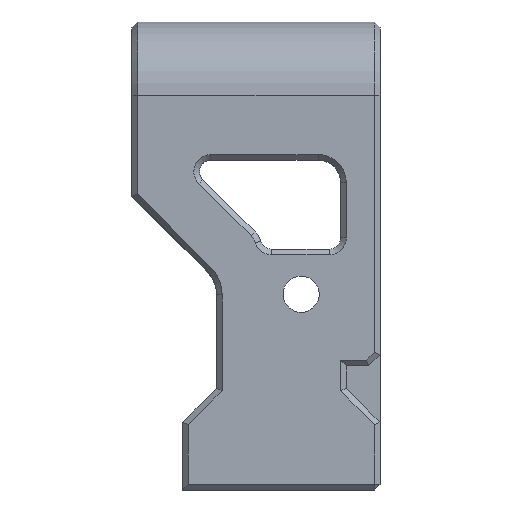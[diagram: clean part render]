
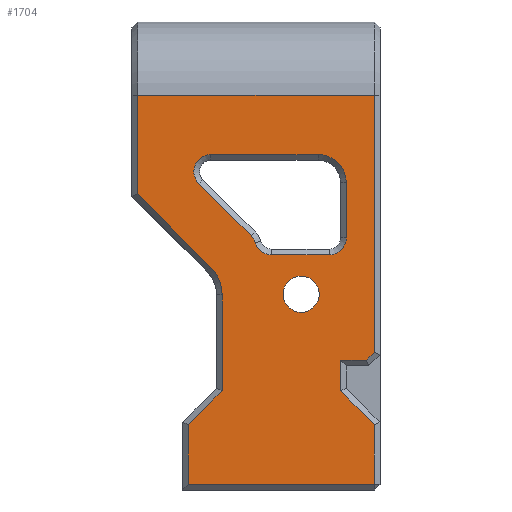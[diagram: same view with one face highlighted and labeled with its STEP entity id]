
A CAD part, front view. The second image highlights one B-rep face of the part: STEP entity #1704.
In plain terms, the highlighted planar face has unit normal (0, -1, 0).
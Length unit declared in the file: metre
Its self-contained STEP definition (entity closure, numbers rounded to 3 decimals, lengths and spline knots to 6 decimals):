
#109=CIRCLE('',#1843,0.0035);
#110=CIRCLE('',#1844,0.0015);
#111=CIRCLE('',#1845,0.0025);
#112=CIRCLE('',#1846,0.0015);
#113=CIRCLE('',#1847,0.0015);
#114=CIRCLE('',#1848,0.0015);
#115=CIRCLE('',#1849,0.0016);
#219=ORIENTED_EDGE('',*,*,#733,.T.);
#220=ORIENTED_EDGE('',*,*,#734,.T.);
#221=ORIENTED_EDGE('',*,*,#735,.T.);
#222=ORIENTED_EDGE('',*,*,#736,.T.);
#223=ORIENTED_EDGE('',*,*,#737,.T.);
#224=ORIENTED_EDGE('',*,*,#738,.T.);
#225=ORIENTED_EDGE('',*,*,#739,.T.);
#226=ORIENTED_EDGE('',*,*,#740,.T.);
#227=ORIENTED_EDGE('',*,*,#741,.T.);
#228=ORIENTED_EDGE('',*,*,#742,.T.);
#229=ORIENTED_EDGE('',*,*,#743,.T.);
#230=ORIENTED_EDGE('',*,*,#744,.T.);
#231=ORIENTED_EDGE('',*,*,#745,.T.);
#232=ORIENTED_EDGE('',*,*,#746,.T.);
#233=ORIENTED_EDGE('',*,*,#747,.T.);
#234=ORIENTED_EDGE('',*,*,#748,.T.);
#235=ORIENTED_EDGE('',*,*,#749,.T.);
#236=ORIENTED_EDGE('',*,*,#750,.T.);
#237=ORIENTED_EDGE('',*,*,#751,.T.);
#238=ORIENTED_EDGE('',*,*,#752,.T.);
#239=ORIENTED_EDGE('',*,*,#753,.T.);
#240=ORIENTED_EDGE('',*,*,#754,.T.);
#241=ORIENTED_EDGE('',*,*,#755,.T.);
#242=ORIENTED_EDGE('',*,*,#756,.F.);
#733=EDGE_CURVE('',#989,#990,#1125,.T.);
#734=EDGE_CURVE('',#990,#991,#1126,.T.);
#735=EDGE_CURVE('',#991,#992,#1127,.T.);
#736=EDGE_CURVE('',#992,#993,#109,.F.);
#737=EDGE_CURVE('',#993,#994,#1128,.T.);
#738=EDGE_CURVE('',#994,#995,#1129,.T.);
#739=EDGE_CURVE('',#995,#996,#1130,.T.);
#740=EDGE_CURVE('',#996,#997,#1131,.T.);
#741=EDGE_CURVE('',#997,#998,#1132,.T.);
#742=EDGE_CURVE('',#998,#999,#1133,.T.);
#743=EDGE_CURVE('',#999,#1000,#1134,.T.);
#744=EDGE_CURVE('',#1000,#1001,#1135,.T.);
#745=EDGE_CURVE('',#1001,#1002,#1136,.T.);
#746=EDGE_CURVE('',#1002,#989,#1137,.T.);
#747=EDGE_CURVE('',#1003,#1004,#110,.F.);
#748=EDGE_CURVE('',#1004,#1005,#1138,.T.);
#749=EDGE_CURVE('',#1005,#1006,#111,.F.);
#750=EDGE_CURVE('',#1006,#1007,#1139,.T.);
#751=EDGE_CURVE('',#1007,#1008,#112,.F.);
#752=EDGE_CURVE('',#1008,#1009,#1140,.T.);
#753=EDGE_CURVE('',#1009,#1010,#113,.F.);
#754=EDGE_CURVE('',#1010,#1011,#114,.T.);
#755=EDGE_CURVE('',#1011,#1003,#1141,.T.);
#756=EDGE_CURVE('',#1012,#1012,#115,.T.);
#989=VERTEX_POINT('',#2667);
#990=VERTEX_POINT('',#2668);
#991=VERTEX_POINT('',#2670);
#992=VERTEX_POINT('',#2672);
#993=VERTEX_POINT('',#2674);
#994=VERTEX_POINT('',#2676);
#995=VERTEX_POINT('',#2678);
#996=VERTEX_POINT('',#2680);
#997=VERTEX_POINT('',#2682);
#998=VERTEX_POINT('',#2684);
#999=VERTEX_POINT('',#2686);
#1000=VERTEX_POINT('',#2688);
#1001=VERTEX_POINT('',#2690);
#1002=VERTEX_POINT('',#2692);
#1003=VERTEX_POINT('',#2695);
#1004=VERTEX_POINT('',#2696);
#1005=VERTEX_POINT('',#2698);
#1006=VERTEX_POINT('',#2700);
#1007=VERTEX_POINT('',#2702);
#1008=VERTEX_POINT('',#2704);
#1009=VERTEX_POINT('',#2706);
#1010=VERTEX_POINT('',#2708);
#1011=VERTEX_POINT('',#2710);
#1012=VERTEX_POINT('',#2713);
#1125=LINE('',#2666,#1281);
#1126=LINE('',#2669,#1282);
#1127=LINE('',#2671,#1283);
#1128=LINE('',#2675,#1284);
#1129=LINE('',#2677,#1285);
#1130=LINE('',#2679,#1286);
#1131=LINE('',#2681,#1287);
#1132=LINE('',#2683,#1288);
#1133=LINE('',#2685,#1289);
#1134=LINE('',#2687,#1290);
#1135=LINE('',#2689,#1291);
#1136=LINE('',#2691,#1292);
#1137=LINE('',#2693,#1293);
#1138=LINE('',#2697,#1294);
#1139=LINE('',#2701,#1295);
#1140=LINE('',#2705,#1296);
#1141=LINE('',#2711,#1297);
#1281=VECTOR('',#2089,1.);
#1282=VECTOR('',#2090,1.);
#1283=VECTOR('',#2091,1.);
#1284=VECTOR('',#2094,1.);
#1285=VECTOR('',#2095,1.);
#1286=VECTOR('',#2096,1.);
#1287=VECTOR('',#2097,1.);
#1288=VECTOR('',#2098,1.);
#1289=VECTOR('',#2099,1.);
#1290=VECTOR('',#2100,1.);
#1291=VECTOR('',#2101,1.);
#1292=VECTOR('',#2102,1.);
#1293=VECTOR('',#2103,1.);
#1294=VECTOR('',#2106,1.);
#1295=VECTOR('',#2109,1.);
#1296=VECTOR('',#2112,1.);
#1297=VECTOR('',#2117,1.);
#1421=EDGE_LOOP('',(#219,#220,#221,#222,#223,#224,#225,#226,#227,#228,#229,
#230,#231,#232));
#1422=EDGE_LOOP('',(#233,#234,#235,#236,#237,#238,#239,#240,#241));
#1423=EDGE_LOOP('',(#242));
#1540=FACE_BOUND('',#1421,.T.);
#1541=FACE_BOUND('',#1422,.T.);
#1542=FACE_BOUND('',#1423,.T.);
#1654=PLANE('',#1842);
#1704=ADVANCED_FACE('',(#1540,#1541,#1542),#1654,.T.);
#1842=AXIS2_PLACEMENT_3D('',#2665,#2087,#2088);
#1843=AXIS2_PLACEMENT_3D('',#2673,#2092,#2093);
#1844=AXIS2_PLACEMENT_3D('',#2694,#2104,#2105);
#1845=AXIS2_PLACEMENT_3D('',#2699,#2107,#2108);
#1846=AXIS2_PLACEMENT_3D('',#2703,#2110,#2111);
#1847=AXIS2_PLACEMENT_3D('',#2707,#2113,#2114);
#1848=AXIS2_PLACEMENT_3D('',#2709,#2115,#2116);
#1849=AXIS2_PLACEMENT_3D('',#2712,#2118,#2119);
#2087=DIRECTION('',(0.,-1.,0.));
#2088=DIRECTION('',(1.,0.,0.));
#2089=DIRECTION('',(-1.,0.,0.));
#2090=DIRECTION('',(0.,0.,-1.));
#2091=DIRECTION('',(0.707,0.,-0.707));
#2092=DIRECTION('',(0.,-1.,0.));
#2093=DIRECTION('',(0.,0.,-1.));
#2094=DIRECTION('',(0.,0.,-1.));
#2095=DIRECTION('',(-0.707,0.,-0.707));
#2096=DIRECTION('',(0.,0.,-1.));
#2097=DIRECTION('',(1.,0.,0.));
#2098=DIRECTION('',(0.,0.,1.));
#2099=DIRECTION('',(-0.707,0.,0.707));
#2100=DIRECTION('',(0.,0.,1.));
#2101=DIRECTION('',(1.,0.,0.));
#2102=DIRECTION('',(0.707,0.,0.707));
#2103=DIRECTION('',(0.,0.,1.));
#2104=DIRECTION('',(0.,-1.,0.));
#2105=DIRECTION('',(0.,0.,-1.));
#2106=DIRECTION('',(1.,0.,0.));
#2107=DIRECTION('',(0.,-1.,0.));
#2108=DIRECTION('',(0.,0.,-1.));
#2109=DIRECTION('',(0.,0.,-1.));
#2110=DIRECTION('',(0.,-1.,0.));
#2111=DIRECTION('',(0.,0.,-1.));
#2112=DIRECTION('',(-1.,0.,0.));
#2113=DIRECTION('',(0.,-1.,0.));
#2114=DIRECTION('',(0.,0.,-1.));
#2115=DIRECTION('',(0.,-1.,0.));
#2116=DIRECTION('',(0.,0.,-1.));
#2117=DIRECTION('',(-0.707,0.,0.707));
#2118=DIRECTION('',(0.,-1.,0.));
#2119=DIRECTION('',(1.,0.,0.));
#2665=CARTESIAN_POINT('',(-0.011,0.,0.02075));
#2666=CARTESIAN_POINT('',(-0.011,0.,0.035));
#2667=CARTESIAN_POINT('',(-0.0005,0.,0.035));
#2668=CARTESIAN_POINT('',(-0.0215,0.,0.035));
#2669=CARTESIAN_POINT('',(-0.0215,0.,0.02075));
#2670=CARTESIAN_POINT('',(-0.0215,0.,0.026237));
#2671=CARTESIAN_POINT('',(-0.013506,0.,0.018244));
#2672=CARTESIAN_POINT('',(-0.015025,0.,0.019762));
#2673=CARTESIAN_POINT('',(-0.0175,0.,0.017287));
#2674=CARTESIAN_POINT('',(-0.014,0.,0.017287));
#2675=CARTESIAN_POINT('',(-0.014,0.,0.02075));
#2676=CARTESIAN_POINT('',(-0.014,0.,0.008793));
#2677=CARTESIAN_POINT('',(-0.006521,0.,0.016271));
#2678=CARTESIAN_POINT('',(-0.017,0.,0.005793));
#2679=CARTESIAN_POINT('',(-0.017,0.,0.02075));
#2680=CARTESIAN_POINT('',(-0.017,0.,0.0005));
#2681=CARTESIAN_POINT('',(-0.011,0.,0.0005));
#2682=CARTESIAN_POINT('',(-0.0005,0.,0.0005));
#2683=CARTESIAN_POINT('',(-0.0005,0.,0.02075));
#2684=CARTESIAN_POINT('',(-0.0005,0.,0.005793));
#2685=CARTESIAN_POINT('',(-0.003354,0.,0.008646));
#2686=CARTESIAN_POINT('',(-0.0035,0.,0.008793));
#2687=CARTESIAN_POINT('',(-0.0035,0.,0.011));
#2688=CARTESIAN_POINT('',(-0.0035,0.,0.0115));
#2689=CARTESIAN_POINT('',(-0.001,0.,0.0115));
#2690=CARTESIAN_POINT('',(-0.001207,0.,0.0115));
#2691=CARTESIAN_POINT('',(-0.001479,0.,0.011229));
#2692=CARTESIAN_POINT('',(-0.0005,0.,0.012207));
#2693=CARTESIAN_POINT('',(-0.0005,0.,0.02075));
#2694=CARTESIAN_POINT('',(-0.015008,0.,0.02823));
#2695=CARTESIAN_POINT('',(-0.016068,0.,0.027169));
#2696=CARTESIAN_POINT('',(-0.015008,0.,0.02973));
#2697=CARTESIAN_POINT('',(-0.011,0.,0.02973));
#2698=CARTESIAN_POINT('',(-0.0055,0.,0.02973));
#2699=CARTESIAN_POINT('',(-0.0055,0.,0.02723));
#2700=CARTESIAN_POINT('',(-0.003,0.,0.02723));
#2701=CARTESIAN_POINT('',(-0.003,0.,0.02075));
#2702=CARTESIAN_POINT('',(-0.003,0.,0.02235));
#2703=CARTESIAN_POINT('',(-0.0045,0.,0.02235));
#2704=CARTESIAN_POINT('',(-0.0045,0.,0.02085));
#2705=CARTESIAN_POINT('',(-0.011,0.,0.02085));
#2706=CARTESIAN_POINT('',(-0.009629,0.,0.02085));
#2707=CARTESIAN_POINT('',(-0.009629,0.,0.02235));
#2708=CARTESIAN_POINT('',(-0.011064,0.,0.021915));
#2709=CARTESIAN_POINT('',(-0.0125,0.,0.02148));
#2710=CARTESIAN_POINT('',(-0.011439,0.,0.02254));
#2711=CARTESIAN_POINT('',(-0.010324,0.,0.021426));
#2712=CARTESIAN_POINT('',(-0.007,0.,0.01735));
#2713=CARTESIAN_POINT('',(-0.0054,0.,0.01735));
